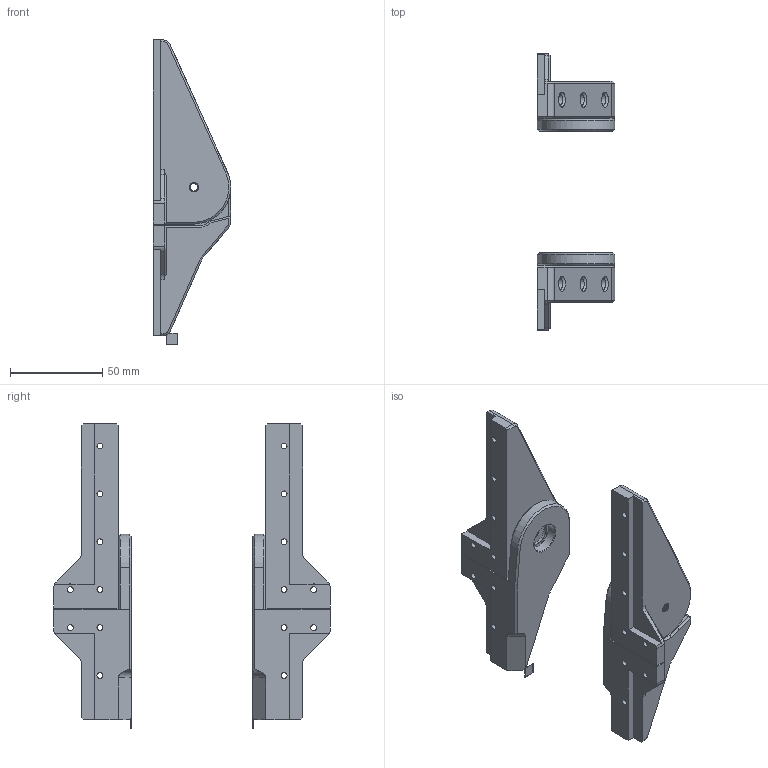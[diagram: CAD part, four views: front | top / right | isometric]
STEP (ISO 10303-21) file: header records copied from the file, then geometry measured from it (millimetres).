
FILE_DESCRIPTION(/* description */ (''),/* implementation_level */ '2;1');
FILE_NAME(/* name */ 'LDO Tophat Hinge (1mm foam).step',/* time_stamp */ '2025-10-30T15:15:55+08:00',/* author */ (''),/* organization */ (''),/* preprocessor_version */ 'ST-DEVELOPER v20.1',/* originating_system */ 'Autodesk Translation Framework v14.17.0.0',/* authorisation */ '');
FILE_SCHEMA (('AUTOMOTIVE_DESIGN { 1 0 10303 214 3 1 1 }'));
Length unit declared in the file: millimetre
Products named in the file (5): LDO Tophat Hinge (1mm foam); Top; Bottom; Top(Mirror); Bottom(Mirror)
Assembly tree (4 placements, depth 2):
  LDO Tophat Hinge (1mm foam)
    Top
    Bottom
    Top(Mirror)
    Bottom(Mirror)
Bounding box: 42 x 150 x 165.14 mm (x, y, z)
Volume: 193528.1 mm3; surface area: 51913.6 mm2
Topology: 4 solids, 4 shells, 416 faces, 1088 edges, 686 vertices
Faces by surface type: plane 192, cylinder 168, cone 40, bspline 16
Full cylindrical faces by diameter (mm): 3.2 x16, 4.234 x24, 5.12 x12, 6.2 x16, 13 x2, 16 x2
Entity records: 19898 total; most frequent: CARTESIAN_POINT 9877, ORIENTED_EDGE 2172, DIRECTION 1852, EDGE_CURVE 1086, VERTEX_POINT 686, AXIS2_PLACEMENT_3D 619, LINE 614, VECTOR 614
